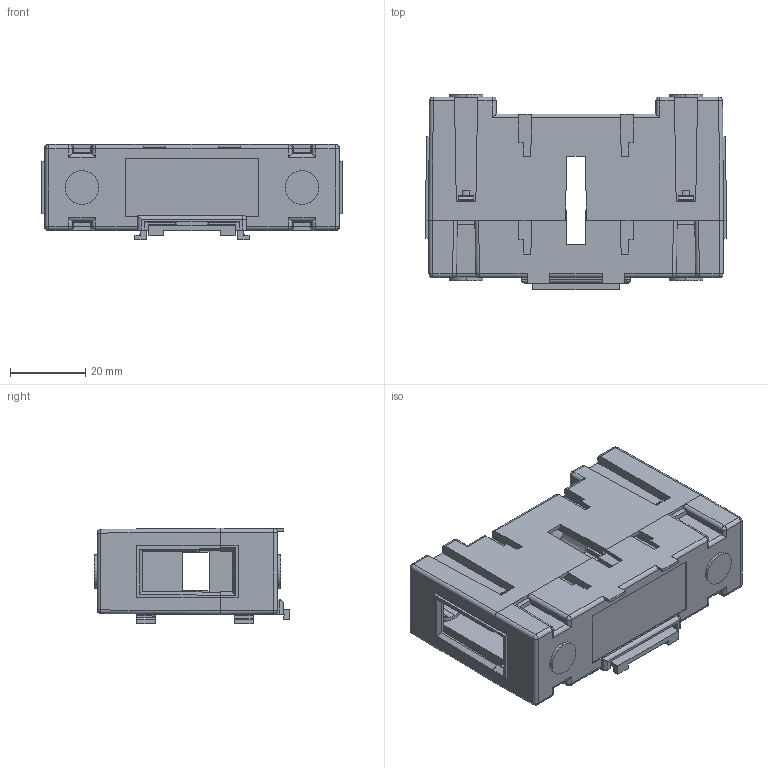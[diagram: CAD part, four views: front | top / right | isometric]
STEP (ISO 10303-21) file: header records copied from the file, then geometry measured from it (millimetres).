
FILE_DESCRIPTION (( 'STEP AP214' ), '1' );
FILE_NAME ('SK3-V.step', '2020-05-11T19:11:46', ( '' ), ( '' ), 'SwSTEP 2.0', 'SolidWorks 2019', '' );
FILE_SCHEMA (( 'AUTOMOTIVE_DESIGN' ));
Length unit declared in the file: inch
Products named in the file (2): SK3-V
Bounding box: 80 x 52.05 x 25.4 mm (x, y, z)
Volume: 22497.2 mm3; surface area: 36344.2 mm2
Topology: 1 solids, 1 shells, 849 faces, 2458 edges, 1538 vertices
Faces by surface type: plane 655, cylinder 91, cone 82, bspline 21
Entity records: 27754 total; most frequent: CARTESIAN_POINT 5695, ORIENTED_EDGE 4908, DIRECTION 4224, EDGE_CURVE 2454, LINE 1986, VECTOR 1986, VERTEX_POINT 1538, AXIS2_PLACEMENT_3D 1119
